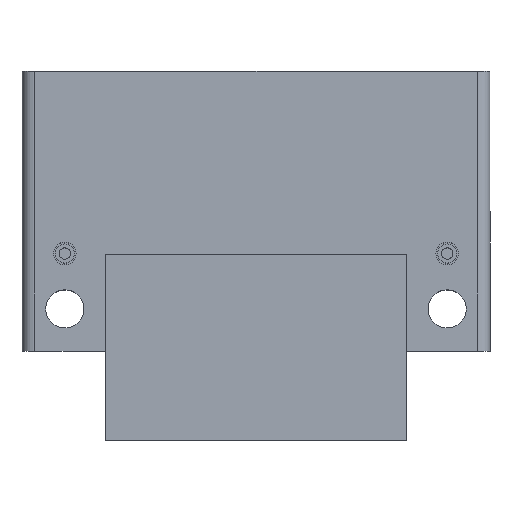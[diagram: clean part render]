
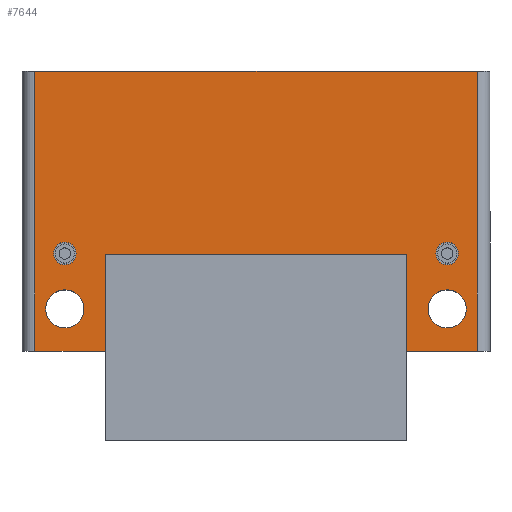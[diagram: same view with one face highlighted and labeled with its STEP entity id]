
A CAD part, top view. The second image highlights one B-rep face of the part: STEP entity #7644.
In plain terms, the highlighted planar face has unit normal (0, 0, 1).
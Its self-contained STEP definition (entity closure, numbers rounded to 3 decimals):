
#6851=CARTESIAN_POINT('',(-5.373,1.448,3.56));
#6852=VERTEX_POINT('',#6851);
#6868=CARTESIAN_POINT('',(-6.565,1.448,3.56));
#6869=VERTEX_POINT('',#6868);
#6876=CARTESIAN_POINT('',(-5.969,1.448,3.56));
#6877=DIRECTION('',(0.0,0.0,-1.0));
#6878=DIRECTION('',(1.0,0.0,0.0));
#6879=AXIS2_PLACEMENT_3D('',#6876,#6877,#6878);
#6880=CIRCLE('',#6879,0.596);
#6881=EDGE_CURVE('',#6852,#6869,#6880,.T.);
#6893=CARTESIAN_POINT('',(6.564,1.448,3.56));
#6894=VERTEX_POINT('',#6893);
#6910=CARTESIAN_POINT('',(5.372,1.448,3.56));
#6911=VERTEX_POINT('',#6910);
#6918=CARTESIAN_POINT('',(5.968,1.448,3.56));
#6919=DIRECTION('',(0.0,0.0,-1.0));
#6920=DIRECTION('',(1.0,0.0,0.0));
#6921=AXIS2_PLACEMENT_3D('',#6918,#6919,#6920);
#6922=CIRCLE('',#6921,0.596);
#6923=EDGE_CURVE('',#6894,#6911,#6922,.T.);
#7019=CARTESIAN_POINT('',(-5.619,3.178,3.56));
#7020=VERTEX_POINT('',#7019);
#7036=CARTESIAN_POINT('',(-6.319,3.178,3.56));
#7037=VERTEX_POINT('',#7036);
#7044=CARTESIAN_POINT('',(-5.969,3.178,3.56));
#7045=DIRECTION('',(0.0,0.0,-1.0));
#7046=DIRECTION('',(1.0,0.0,0.0));
#7047=AXIS2_PLACEMENT_3D('',#7044,#7045,#7046);
#7048=CIRCLE('',#7047,0.35);
#7049=EDGE_CURVE('',#7020,#7037,#7048,.T.);
#7103=CARTESIAN_POINT('',(6.318,3.178,3.56));
#7104=VERTEX_POINT('',#7103);
#7120=CARTESIAN_POINT('',(5.618,3.178,3.56));
#7121=VERTEX_POINT('',#7120);
#7128=CARTESIAN_POINT('',(5.968,3.178,3.56));
#7129=DIRECTION('',(0.0,0.0,-1.0));
#7130=DIRECTION('',(1.0,0.0,0.0));
#7131=AXIS2_PLACEMENT_3D('',#7128,#7129,#7130);
#7132=CIRCLE('',#7131,0.35);
#7133=EDGE_CURVE('',#7104,#7121,#7132,.T.);
#7220=CARTESIAN_POINT('',(5.968,3.178,3.56));
#7221=DIRECTION('',(0.0,0.0,-1.0));
#7222=DIRECTION('',(1.0,0.0,0.0));
#7223=AXIS2_PLACEMENT_3D('',#7220,#7221,#7222);
#7224=CIRCLE('',#7223,0.35);
#7225=EDGE_CURVE('',#7121,#7104,#7224,.T.);
#7288=CARTESIAN_POINT('',(-5.969,3.178,3.56));
#7289=DIRECTION('',(0.0,0.0,-1.0));
#7290=DIRECTION('',(1.0,0.0,0.0));
#7291=AXIS2_PLACEMENT_3D('',#7288,#7289,#7290);
#7292=CIRCLE('',#7291,0.35);
#7293=EDGE_CURVE('',#7037,#7020,#7292,.T.);
#7390=CARTESIAN_POINT('',(5.968,1.448,3.56));
#7391=DIRECTION('',(0.0,0.0,-1.0));
#7392=DIRECTION('',(1.0,0.0,0.0));
#7393=AXIS2_PLACEMENT_3D('',#7390,#7391,#7392);
#7394=CIRCLE('',#7393,0.596);
#7395=EDGE_CURVE('',#6911,#6894,#7394,.T.);
#7414=CARTESIAN_POINT('',(-5.969,1.448,3.56));
#7415=DIRECTION('',(0.0,0.0,-1.0));
#7416=DIRECTION('',(1.0,0.0,0.0));
#7417=AXIS2_PLACEMENT_3D('',#7414,#7415,#7416);
#7418=CIRCLE('',#7417,0.596);
#7419=EDGE_CURVE('',#6869,#6852,#7418,.T.);
#7437=CARTESIAN_POINT('',(4.699,0.128,3.56));
#7438=VERTEX_POINT('',#7437);
#7447=CARTESIAN_POINT('',(4.699,3.148,3.56));
#7448=VERTEX_POINT('',#7447);
#7449=CARTESIAN_POINT('',(4.699,3.148,3.56));
#7450=DIRECTION('',(0.0,-1.0,0.0));
#7451=VECTOR('',#7450,3.02);
#7452=LINE('',#7449,#7451);
#7453=EDGE_CURVE('',#7448,#7438,#7452,.T.);
#7486=CARTESIAN_POINT('',(-4.706,3.148,3.56));
#7487=VERTEX_POINT('',#7486);
#7488=CARTESIAN_POINT('',(-4.706,3.148,3.56));
#7489=DIRECTION('',(1.0,0.0,0.0));
#7490=VECTOR('',#7489,9.405);
#7491=LINE('',#7488,#7490);
#7492=EDGE_CURVE('',#7487,#7448,#7491,.T.);
#7573=CARTESIAN_POINT('',(-7.532,2.862,3.56));
#7574=DIRECTION('',(0.0,0.0,-1.0));
#7575=DIRECTION('',(0.0,1.0,0.0));
#7576=AXIS2_PLACEMENT_3D('',#7573,#7574,#7575);
#7577=PLANE('',#7576);
#7578=CARTESIAN_POINT('',(-4.706,0.128,3.56));
#7579=VERTEX_POINT('',#7578);
#7580=CARTESIAN_POINT('',(-4.706,0.128,3.56));
#7581=DIRECTION('',(0.0,1.0,0.0));
#7582=VECTOR('',#7581,3.02);
#7583=LINE('',#7580,#7582);
#7584=EDGE_CURVE('',#7579,#7487,#7583,.T.);
#7585=ORIENTED_EDGE('',*,*,#7584,.T.);
#7586=ORIENTED_EDGE('',*,*,#7492,.T.);
#7587=ORIENTED_EDGE('',*,*,#7453,.T.);
#7588=CARTESIAN_POINT('',(6.904,0.128,3.56));
#7589=VERTEX_POINT('',#7588);
#7590=CARTESIAN_POINT('',(4.699,0.128,3.56));
#7591=DIRECTION('',(1.0,0.0,0.0));
#7592=VECTOR('',#7591,2.205);
#7593=LINE('',#7590,#7592);
#7594=EDGE_CURVE('',#7438,#7589,#7593,.T.);
#7595=ORIENTED_EDGE('',*,*,#7594,.T.);
#7596=CARTESIAN_POINT('',(6.904,8.868,3.56));
#7597=VERTEX_POINT('',#7596);
#7598=CARTESIAN_POINT('',(6.904,0.128,3.56));
#7599=DIRECTION('',(0.0,1.0,0.0));
#7600=VECTOR('',#7599,8.74);
#7601=LINE('',#7598,#7600);
#7602=EDGE_CURVE('',#7589,#7597,#7601,.T.);
#7603=ORIENTED_EDGE('',*,*,#7602,.T.);
#7604=CARTESIAN_POINT('',(-6.906,8.868,3.56));
#7605=VERTEX_POINT('',#7604);
#7606=CARTESIAN_POINT('',(6.904,8.868,3.56));
#7607=DIRECTION('',(-1.0,0.0,0.0));
#7608=VECTOR('',#7607,13.81);
#7609=LINE('',#7606,#7608);
#7610=EDGE_CURVE('',#7597,#7605,#7609,.T.);
#7611=ORIENTED_EDGE('',*,*,#7610,.T.);
#7612=CARTESIAN_POINT('',(-6.906,0.128,3.56));
#7613=VERTEX_POINT('',#7612);
#7614=CARTESIAN_POINT('',(-6.906,8.868,3.56));
#7615=DIRECTION('',(0.0,-1.0,0.0));
#7616=VECTOR('',#7615,8.74);
#7617=LINE('',#7614,#7616);
#7618=EDGE_CURVE('',#7605,#7613,#7617,.T.);
#7619=ORIENTED_EDGE('',*,*,#7618,.T.);
#7620=CARTESIAN_POINT('',(-6.906,0.128,3.56));
#7621=DIRECTION('',(1.0,0.0,0.0));
#7622=VECTOR('',#7621,2.2);
#7623=LINE('',#7620,#7622);
#7624=EDGE_CURVE('',#7613,#7579,#7623,.T.);
#7625=ORIENTED_EDGE('',*,*,#7624,.T.);
#7626=EDGE_LOOP('',(#7585,#7586,#7587,#7595,#7603,#7611,#7619,#7625));
#7627=FACE_OUTER_BOUND('',#7626,.T.);
#7628=ORIENTED_EDGE('',*,*,#7133,.T.);
#7629=ORIENTED_EDGE('',*,*,#7225,.T.);
#7630=EDGE_LOOP('',(#7628,#7629));
#7631=FACE_BOUND('',#7630,.T.);
#7632=ORIENTED_EDGE('',*,*,#7049,.T.);
#7633=ORIENTED_EDGE('',*,*,#7293,.T.);
#7634=EDGE_LOOP('',(#7632,#7633));
#7635=FACE_BOUND('',#7634,.T.);
#7636=ORIENTED_EDGE('',*,*,#6923,.T.);
#7637=ORIENTED_EDGE('',*,*,#7395,.T.);
#7638=EDGE_LOOP('',(#7636,#7637));
#7639=FACE_BOUND('',#7638,.T.);
#7640=ORIENTED_EDGE('',*,*,#6881,.T.);
#7641=ORIENTED_EDGE('',*,*,#7419,.T.);
#7642=EDGE_LOOP('',(#7640,#7641));
#7643=FACE_BOUND('',#7642,.T.);
#7644=ADVANCED_FACE('',(#7627,#7631,#7635,#7639,#7643),#7577,.F.);
